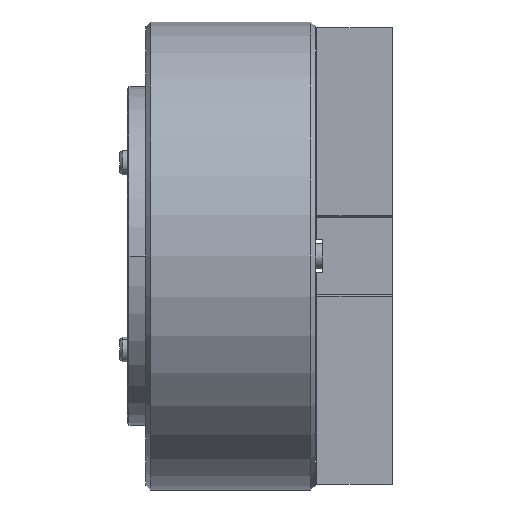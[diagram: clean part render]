
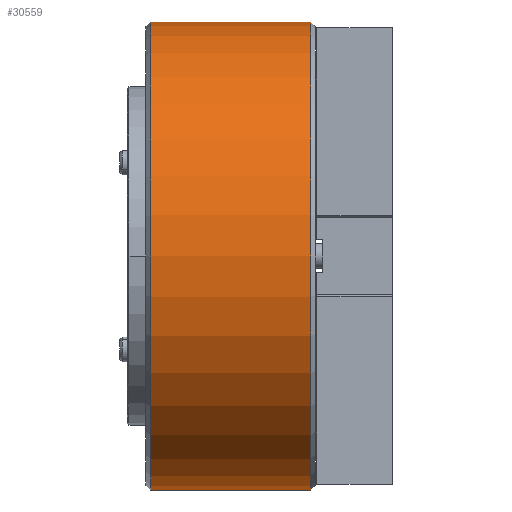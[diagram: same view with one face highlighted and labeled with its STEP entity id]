
A CAD part, front view. The second image highlights one B-rep face of the part: STEP entity #30559.
In plain terms, the highlighted cylindrical face has radius 152 mm (diameter 304 mm), a partial arc.
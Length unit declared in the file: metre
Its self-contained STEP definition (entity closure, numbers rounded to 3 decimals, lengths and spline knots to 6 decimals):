
#734 = CYLINDRICAL_SURFACE ( 'NONE', #22357, 0.152 ) ;
#1370 = ORIENTED_EDGE ( 'NONE', *, *, #22789, .T. ) ;
#1756 = CIRCLE ( 'NONE', #21211, 0.152 ) ;
#2283 = ORIENTED_EDGE ( 'NONE', *, *, #26843, .F. ) ;
#3740 = DIRECTION ( 'NONE',  ( 1., 0., 0. ) ) ;
#5442 = VERTEX_POINT ( 'NONE', #21423 ) ;
#6311 = ORIENTED_EDGE ( 'NONE', *, *, #24304, .T. ) ;
#6755 = CIRCLE ( 'NONE', #14089, 0.152 ) ;
#7070 = DIRECTION ( 'NONE',  ( 1., 0., 0. ) ) ;
#7723 = CARTESIAN_POINT ( 'NONE',  ( -0.003, 0., 0. ) ) ;
#7818 = DIRECTION ( 'NONE',  ( 1., 0., 0. ) ) ;
#7883 = VECTOR ( 'NONE', #13285, 1. ) ;
#10114 = DIRECTION ( 'NONE',  ( 0., 0., -1. ) ) ;
#10218 = CARTESIAN_POINT ( 'NONE',  ( 0., 0., 0. ) ) ;
#10474 = VERTEX_POINT ( 'NONE', #30673 ) ;
#10876 = CARTESIAN_POINT ( 'NONE',  ( 0., 0., 0.152 ) ) ;
#11335 = VECTOR ( 'NONE', #3740, 1. ) ;
#12514 = DIRECTION ( 'NONE',  ( 0., 0., -1. ) ) ;
#13285 = DIRECTION ( 'NONE',  ( 1., 0., 0. ) ) ;
#14086 = VERTEX_POINT ( 'NONE', #26587 ) ;
#14089 = AXIS2_PLACEMENT_3D ( 'NONE', #7723, #24392, #10114 ) ;
#14153 = FACE_OUTER_BOUND ( 'NONE', #21212, .T. ) ;
#17034 = EDGE_CURVE ( 'NONE', #5442, #14086, #6755, .T. ) ;
#17573 = VERTEX_POINT ( 'NONE', #28855 ) ;
#21211 = AXIS2_PLACEMENT_3D ( 'NONE', #21360, #7070, #23761 ) ;
#21212 = EDGE_LOOP ( 'NONE', ( #2283, #1370, #6311, #25967 ) ) ;
#21360 = CARTESIAN_POINT ( 'NONE',  ( -0.107, 0., 0. ) ) ;
#21423 = CARTESIAN_POINT ( 'NONE',  ( -0.003, 0., -0.152 ) ) ;
#22357 = AXIS2_PLACEMENT_3D ( 'NONE', #10218, #7818, #12514 ) ;
#22789 = EDGE_CURVE ( 'NONE', #10474, #17573, #1756, .T. ) ;
#23761 = DIRECTION ( 'NONE',  ( 0., 0., 1. ) ) ;
#24304 = EDGE_CURVE ( 'NONE', #17573, #5442, #30350, .T. ) ;
#24392 = DIRECTION ( 'NONE',  ( -1., 0., 0. ) ) ;
#25967 = ORIENTED_EDGE ( 'NONE', *, *, #17034, .T. ) ;
#26587 = CARTESIAN_POINT ( 'NONE',  ( -0.003, 0., 0.152 ) ) ;
#26843 = EDGE_CURVE ( 'NONE', #10474, #14086, #26886, .T. ) ;
#26886 = LINE ( 'NONE', #10876, #7883 ) ;
#28855 = CARTESIAN_POINT ( 'NONE',  ( -0.107, 0., -0.152 ) ) ;
#29784 = CARTESIAN_POINT ( 'NONE',  ( 0., 0., -0.152 ) ) ;
#30350 = LINE ( 'NONE', #29784, #11335 ) ;
#30559 = ADVANCED_FACE ( 'NONE', ( #14153 ), #734, .T. ) ;
#30673 = CARTESIAN_POINT ( 'NONE',  ( -0.107, 0., 0.152 ) ) ;
